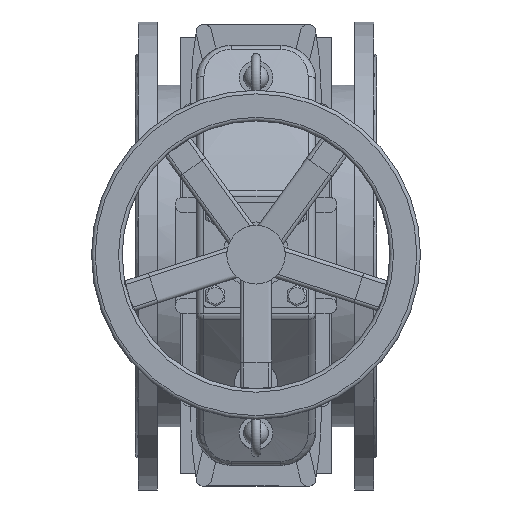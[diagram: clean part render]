
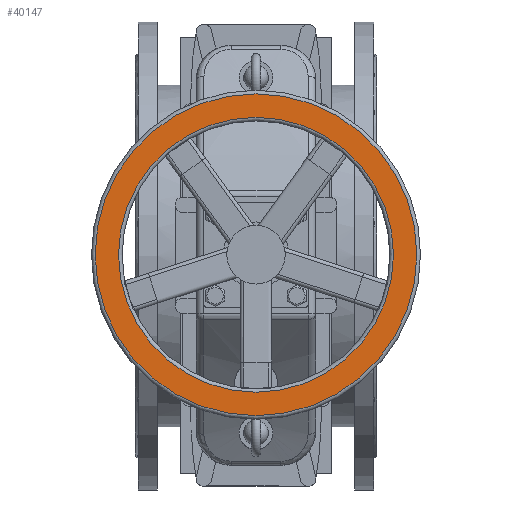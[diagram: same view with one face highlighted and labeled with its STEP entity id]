
A CAD part, top view. The second image highlights one B-rep face of the part: STEP entity #40147.
In plain terms, the highlighted planar face has unit normal (0, 0, 1).
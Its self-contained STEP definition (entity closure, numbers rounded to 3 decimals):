
#40147=ADVANCED_FACE('',(#72416,#72418),#72420,.T.);
#72416=FACE_BOUND('',#72417,.T.);
#72417=EDGE_LOOP('',(#98786,#98787));
#72418=FACE_BOUND('',#72419,.T.);
#72419=EDGE_LOOP('',(#98788,#98789));
#72420=PLANE('',#72421);
#72421=AXIS2_PLACEMENT_3D('',#72422,#72423,#72424);
#72422=CARTESIAN_POINT('',(16843.253,9946.37,27393.127));
#72423=DIRECTION('',(0.,0.,1.));
#72424=DIRECTION('',(1.,0.,0.));
#98786=ORIENTED_EDGE('',*,*,#111958,.F.);
#98787=ORIENTED_EDGE('',*,*,#111959,.F.);
#98788=ORIENTED_EDGE('',*,*,#111960,.T.);
#98789=ORIENTED_EDGE('',*,*,#111961,.T.);
#111958=EDGE_CURVE('',#133877,#133878,#133879,.T.);
#111959=EDGE_CURVE('',#133878,#133877,#133880,.T.);
#111960=EDGE_CURVE('',#133881,#133882,#133883,.T.);
#111961=EDGE_CURVE('',#133882,#133881,#133884,.T.);
#133877=VERTEX_POINT('',#189200);
#133878=VERTEX_POINT('',#189201);
#133879=CIRCLE('',#189202,220.);
#133880=CIRCLE('',#189206,220.);
#133881=VERTEX_POINT('',#189210);
#133882=VERTEX_POINT('',#189211);
#133883=CIRCLE('',#189212,188.);
#133884=CIRCLE('',#189216,188.);
#189200=CARTESIAN_POINT('',(16843.253,10386.37,27393.127));
#189201=CARTESIAN_POINT('',(16843.253,9946.37,27393.127));
#189202=AXIS2_PLACEMENT_3D('',#189203,#189204,#189205);
#189203=CARTESIAN_POINT('',(16843.253,10166.37,27393.127));
#189204=DIRECTION('',(0.,0.,-1.));
#189205=DIRECTION('',(0.,1.,0.));
#189206=AXIS2_PLACEMENT_3D('',#189207,#189208,#189209);
#189207=CARTESIAN_POINT('',(16843.253,10166.37,27393.127));
#189208=DIRECTION('',(0.,0.,-1.));
#189209=DIRECTION('',(0.,-1.,0.));
#189210=CARTESIAN_POINT('',(16843.253,9978.37,27393.127));
#189211=CARTESIAN_POINT('',(16843.253,10354.37,27393.127));
#189212=AXIS2_PLACEMENT_3D('',#189213,#189214,#189215);
#189213=CARTESIAN_POINT('',(16843.253,10166.37,27393.127));
#189214=DIRECTION('',(0.,0.,-1.));
#189215=DIRECTION('',(0.,-1.,0.));
#189216=AXIS2_PLACEMENT_3D('',#189217,#189218,#189219);
#189217=CARTESIAN_POINT('',(16843.253,10166.37,27393.127));
#189218=DIRECTION('',(0.,0.,-1.));
#189219=DIRECTION('',(0.,1.,0.));
